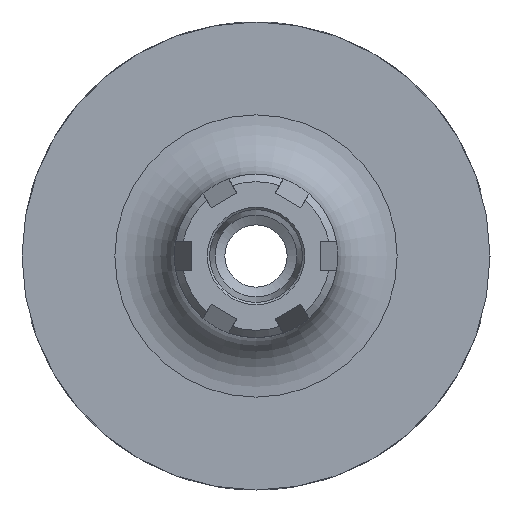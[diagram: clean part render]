
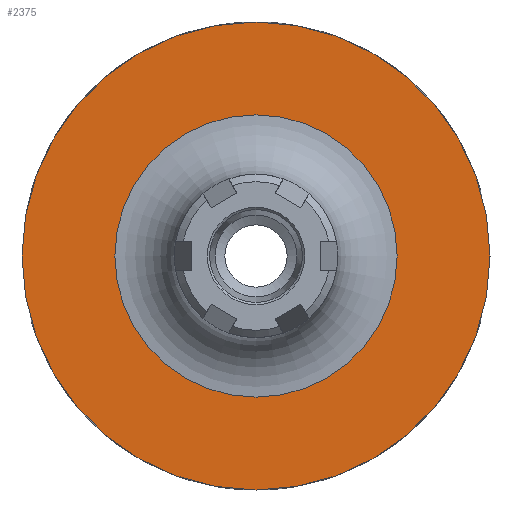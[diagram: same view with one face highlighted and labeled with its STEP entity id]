
A CAD part, left-side view. The second image highlights one B-rep face of the part: STEP entity #2375.
In plain terms, the highlighted planar face has unit normal (-1, 0, 0).
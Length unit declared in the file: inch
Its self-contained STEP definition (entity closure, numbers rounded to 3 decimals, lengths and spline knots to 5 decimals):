
#114=FACE_BOUND('',#480,.T.);
#196=PLANE('',#2646);
#346=FACE_OUTER_BOUND('',#479,.T.);
#479=EDGE_LOOP('',(#2042,#2043));
#480=EDGE_LOOP('',(#2044,#2045));
#842=CIRCLE('',#2644,0.74803);
#843=CIRCLE('',#2645,0.74803);
#844=CIRCLE('',#2647,1.24016);
#845=CIRCLE('',#2648,1.24016);
#1075=VERTEX_POINT('',#5160);
#1076=VERTEX_POINT('',#5162);
#1077=VERTEX_POINT('',#5166);
#1078=VERTEX_POINT('',#5167);
#1417=EDGE_CURVE('',#1076,#1075,#842,.T.);
#1418=EDGE_CURVE('',#1075,#1076,#843,.T.);
#1419=EDGE_CURVE('',#1077,#1078,#844,.T.);
#1420=EDGE_CURVE('',#1078,#1077,#845,.T.);
#2042=ORIENTED_EDGE('',*,*,#1419,.F.);
#2043=ORIENTED_EDGE('',*,*,#1420,.F.);
#2044=ORIENTED_EDGE('',*,*,#1417,.T.);
#2045=ORIENTED_EDGE('',*,*,#1418,.T.);
#2375=ADVANCED_FACE('',(#346,#114),#196,.T.);
#2644=AXIS2_PLACEMENT_3D('',#5163,#3259,#3260);
#2645=AXIS2_PLACEMENT_3D('',#5164,#3261,#3262);
#2646=AXIS2_PLACEMENT_3D('',#5165,#3263,#3264);
#2647=AXIS2_PLACEMENT_3D('',#5168,#3265,#3266);
#2648=AXIS2_PLACEMENT_3D('',#5169,#3267,#3268);
#3259=DIRECTION('center_axis',(1.,0.,0.));
#3260=DIRECTION('ref_axis',(0.,1.,0.));
#3261=DIRECTION('center_axis',(1.,0.,0.));
#3262=DIRECTION('ref_axis',(0.,1.,0.));
#3263=DIRECTION('center_axis',(-1.,0.,0.));
#3264=DIRECTION('ref_axis',(0.,0.,1.));
#3265=DIRECTION('center_axis',(1.,0.,0.));
#3266=DIRECTION('ref_axis',(0.,1.,0.));
#3267=DIRECTION('center_axis',(1.,0.,0.));
#3268=DIRECTION('ref_axis',(0.,1.,0.));
#5160=CARTESIAN_POINT('',(-0.86614,0.,0.74803));
#5162=CARTESIAN_POINT('',(-0.86614,0.74803,0.));
#5163=CARTESIAN_POINT('Origin',(-0.86614,0.,
0.));
#5164=CARTESIAN_POINT('Origin',(-0.86614,0.,
0.));
#5165=CARTESIAN_POINT('Origin',(-0.86614,0.99409,0.));
#5166=CARTESIAN_POINT('',(-0.86614,1.24016,0.));
#5167=CARTESIAN_POINT('',(-0.86614,-1.24016,0.));
#5168=CARTESIAN_POINT('Origin',(-0.86614,0.,
0.));
#5169=CARTESIAN_POINT('Origin',(-0.86614,0.,
0.));
